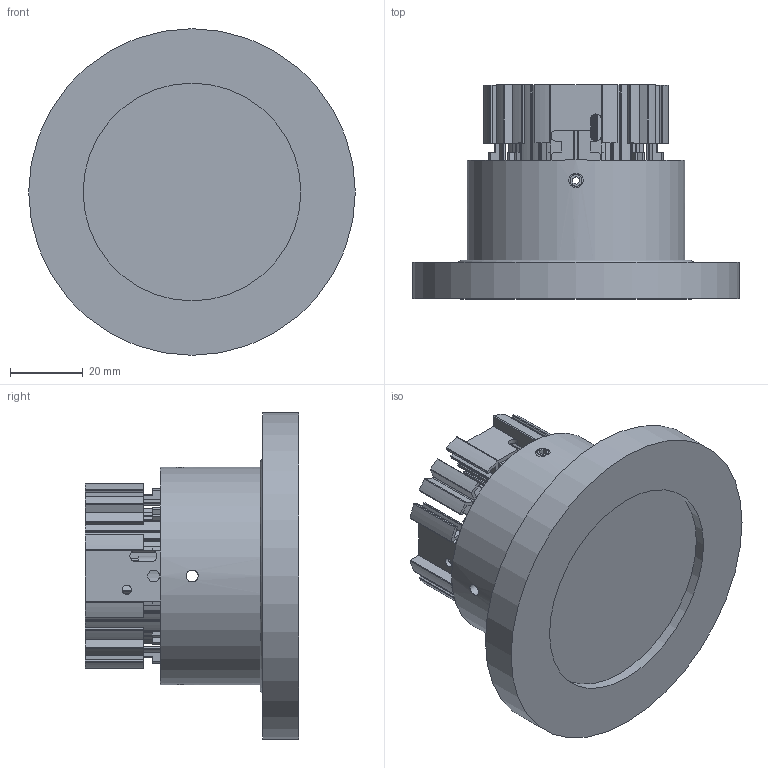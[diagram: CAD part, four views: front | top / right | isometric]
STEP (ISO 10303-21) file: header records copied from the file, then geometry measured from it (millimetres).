
FILE_DESCRIPTION (( 'STEP AP203' ), '1' );
FILE_NAME ('3434-90-CU9W - Commerciale.STEP', '2021-12-20T14:33:44', ( '' ), ( '' ), 'SwSTEP 2.0', 'SolidWorks 2020', '' );
FILE_SCHEMA (( 'CONFIG_CONTROL_DESIGN' ));
Length unit declared in the file: millimetre
Products named in the file (1): 3434-90-CU9W - Commerciale
Bounding box: 90 x 58.9 x 90 mm (x, y, z)
Surface area: 56052.6 mm2 (no closed solid volume)
Topology: 0 solids, 12 shells, 848 faces, 2990 edges, 2074 vertices
Faces by surface type: cylinder 424, plane 401, bspline 16, cone 6, torus 1
Full cylindrical faces by diameter (mm): 2.5 x1, 3.2 x3, 3.3 x9, 6 x2, 18 x1, 21.2 x1, 50 x1, 50.85 x1, 60 x3, 64.7 x1, 65.2 x1, 85 x1, 90 x1
Entity records: 32781 total; most frequent: CARTESIAN_POINT 6947, DIRECTION 5459, ORIENTED_EDGE 5162, EDGE_CURVE 2950, VERTEX_POINT 2069, AXIS2_PLACEMENT_3D 1853, VECTOR 1753, LINE 1753
